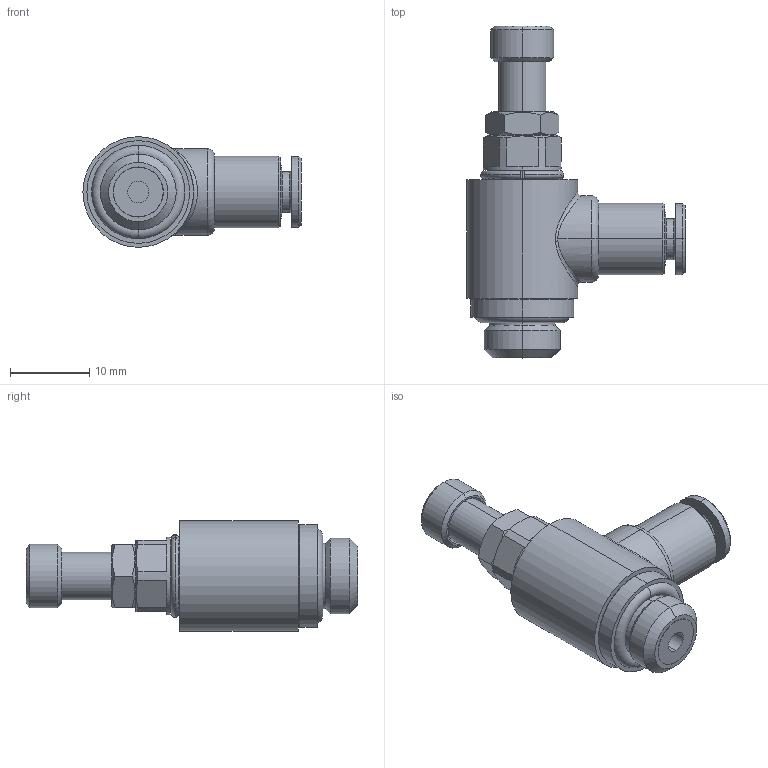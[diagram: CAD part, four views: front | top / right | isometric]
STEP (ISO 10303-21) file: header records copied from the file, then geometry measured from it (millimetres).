
FILE_DESCRIPTION (( 'STEP AP203' ), '1' );
FILE_NAME ('04310B11.STEP', '2010-04-30T06:16:09', ( '' ), ( 'sopra-pneumatic' ), 'SwSTEP 2.0', 'SolidWorks 2009', '' );
FILE_SCHEMA (( 'CONFIG_CONTROL_DESIGN' ));
Length unit declared in the file: millimetre
Products named in the file (1): 04310B11
Bounding box: 27.6 x 42 x 14 mm (x, y, z)
Volume: 4672.5 mm3; surface area: 2626.4 mm2
Topology: 2 solids, 4 shells, 112 faces, 239 edges, 150 vertices
Faces by surface type: plane 39, cylinder 35, cone 30, torus 6, bspline 2
Entity records: 4270 total; most frequent: CARTESIAN_POINT 1747, DIRECTION 539, ORIENTED_EDGE 478, EDGE_CURVE 239, AXIS2_PLACEMENT_3D 226, VERTEX_POINT 150, EDGE_LOOP 127, CIRCLE 115
